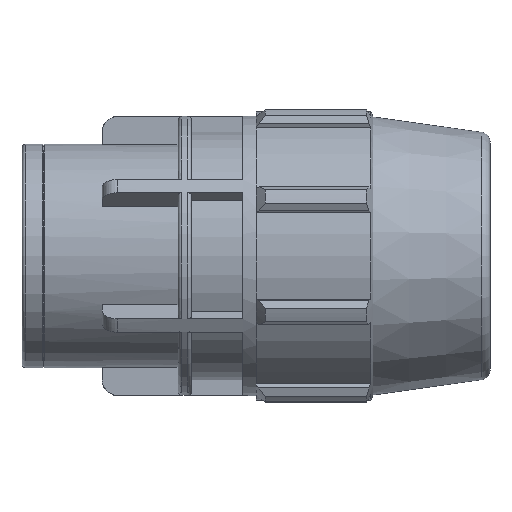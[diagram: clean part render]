
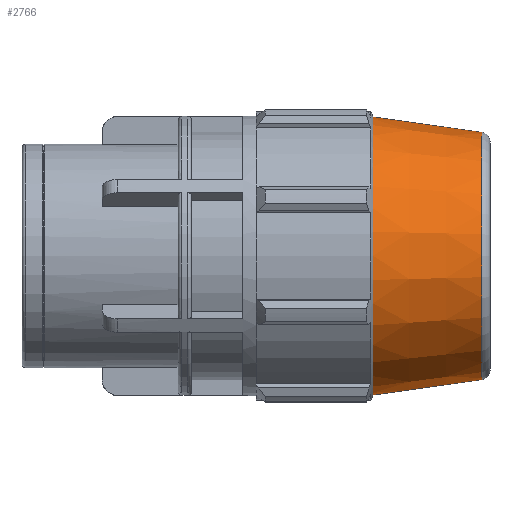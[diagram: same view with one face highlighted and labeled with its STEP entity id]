
A CAD part, top view. The second image highlights one B-rep face of the part: STEP entity #2766.
In plain terms, the highlighted conical face has half-angle 8 degrees and reference radius 76.296 mm.
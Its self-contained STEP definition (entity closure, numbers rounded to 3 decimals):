
#56=CONICAL_SURFACE('',#3033,76.296,8.);
#77=FACE_BOUND('',#867,.T.);
#701=FACE_OUTER_BOUND('',#866,.T.);
#866=EDGE_LOOP('',(#2370));
#867=EDGE_LOOP('',(#2371));
#1020=CIRCLE('',#3014,81.092);
#1021=CIRCLE('',#3031,72.165);
#1318=VERTEX_POINT('',#4996);
#1319=VERTEX_POINT('',#5035);
#1677=EDGE_CURVE('',#1318,#1318,#1020,.T.);
#1699=EDGE_CURVE('',#1319,#1319,#1021,.T.);
#2370=ORIENTED_EDGE('',*,*,#1677,.T.);
#2371=ORIENTED_EDGE('',*,*,#1699,.F.);
#2766=ADVANCED_FACE('',(#701,#77),#56,.T.);
#3014=AXIS2_PLACEMENT_3D('',#4997,#3670,#3671);
#3031=AXIS2_PLACEMENT_3D('',#5036,#3725,#3726);
#3033=AXIS2_PLACEMENT_3D('',#5039,#3729,#3730);
#3670=DIRECTION('center_axis',(1.,0.,0.));
#3671=DIRECTION('ref_axis',(0.,0.,-1.));
#3725=DIRECTION('center_axis',(1.,0.,0.));
#3726=DIRECTION('ref_axis',(0.,-1.,0.));
#3729=DIRECTION('center_axis',(-1.,0.,0.));
#3730=DIRECTION('ref_axis',(0.,1.,0.));
#4996=CARTESIAN_POINT('',(204.75,81.092,0.));
#4997=CARTESIAN_POINT('Origin',(204.75,0.,0.));
#5035=CARTESIAN_POINT('',(268.265,72.165,0.));
#5036=CARTESIAN_POINT('Origin',(268.265,0.,0.));
#5039=CARTESIAN_POINT('Origin',(238.875,0.,0.));
